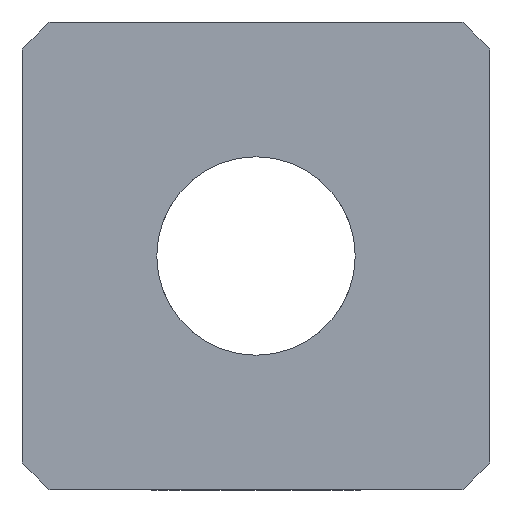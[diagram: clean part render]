
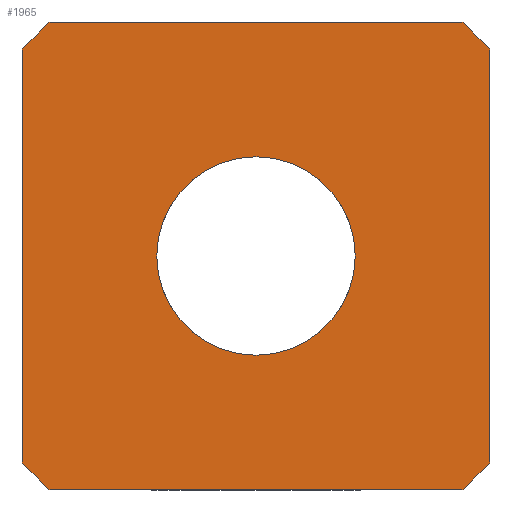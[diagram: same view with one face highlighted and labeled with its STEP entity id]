
A CAD part, left-side view. The second image highlights one B-rep face of the part: STEP entity #1965.
In plain terms, the highlighted planar face has unit normal (-1, 0, 0).
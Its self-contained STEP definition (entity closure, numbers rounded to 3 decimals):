
#14 = CARTESIAN_POINT ( 'NONE',  ( -31.496, -4.763, 4.193 ) ) ;
#18 = CARTESIAN_POINT ( 'NONE',  ( -31.496, -4.763, -4.193 ) ) ;
#30 = VERTEX_POINT ( 'NONE', #569 ) ;
#94 = ORIENTED_EDGE ( 'NONE', *, *, #1421, .F. ) ;
#192 = EDGE_CURVE ( 'NONE', #891, #381, #341, .T. ) ;
#231 = DIRECTION ( 'NONE',  ( -1., 0., 0. ) ) ;
#237 = DIRECTION ( 'NONE',  ( 0., 0., 1. ) ) ;
#240 = CARTESIAN_POINT ( 'NONE',  ( -31.496, 4.763, -4.762 ) ) ;
#246 = EDGE_CURVE ( 'NONE', #1944, #1667, #1096, .T. ) ;
#287 = CARTESIAN_POINT ( 'NONE',  ( -31.496, 0., 0. ) ) ;
#293 = CARTESIAN_POINT ( 'NONE',  ( -31.496, -4.763, -4.762 ) ) ;
#322 = CARTESIAN_POINT ( 'NONE',  ( -31.496, 4.763, -4.762 ) ) ;
#341 = CIRCLE ( 'NONE', #1813, 6.345 ) ;
#345 = CIRCLE ( 'NONE', #1595, 2.019 ) ;
#372 = VECTOR ( 'NONE', #1588, 1000. ) ;
#381 = VERTEX_POINT ( 'NONE', #1576 ) ;
#385 = EDGE_CURVE ( 'NONE', #1667, #1752, #2026, .T. ) ;
#436 = DIRECTION ( 'NONE',  ( -1., 0., 0. ) ) ;
#450 = CARTESIAN_POINT ( 'NONE',  ( -31.496, 4.763, -4.193 ) ) ;
#495 = DIRECTION ( 'NONE',  ( 1., 0., 0. ) ) ;
#569 = CARTESIAN_POINT ( 'NONE',  ( -31.496, -4.193, 4.763 ) ) ;
#580 = DIRECTION ( 'NONE',  ( 0., 0., -1. ) ) ;
#643 = EDGE_CURVE ( 'NONE', #2206, #1944, #1907, .T. ) ;
#646 = PLANE ( 'NONE',  #2572 ) ;
#700 = ORIENTED_EDGE ( 'NONE', *, *, #385, .F. ) ;
#809 = CARTESIAN_POINT ( 'NONE',  ( -31.496, 0., 0. ) ) ;
#867 = DIRECTION ( 'NONE',  ( 0., 0., 1. ) ) ;
#876 = ORIENTED_EDGE ( 'NONE', *, *, #1204, .T. ) ;
#885 = CARTESIAN_POINT ( 'NONE',  ( -31.496, 4.193, -4.762 ) ) ;
#891 = VERTEX_POINT ( 'NONE', #18 ) ;
#906 = CARTESIAN_POINT ( 'NONE',  ( -31.496, 0., 0. ) ) ;
#1016 = EDGE_CURVE ( 'NONE', #30, #1101, #1763, .T. ) ;
#1038 = AXIS2_PLACEMENT_3D ( 'NONE', #287, #1718, #1073 ) ;
#1043 = FACE_BOUND ( 'NONE', #1662, .T. ) ;
#1044 = VECTOR ( 'NONE', #2149, 1000. ) ;
#1073 = DIRECTION ( 'NONE',  ( 0., 0., -1. ) ) ;
#1096 = LINE ( 'NONE', #322, #1044 ) ;
#1101 = VERTEX_POINT ( 'NONE', #14 ) ;
#1110 = ORIENTED_EDGE ( 'NONE', *, *, #246, .F. ) ;
#1159 = ORIENTED_EDGE ( 'NONE', *, *, #2465, .F. ) ;
#1176 = CARTESIAN_POINT ( 'NONE',  ( -31.496, 0., 0. ) ) ;
#1178 = LINE ( 'NONE', #1772, #372 ) ;
#1204 = EDGE_CURVE ( 'NONE', #891, #1101, #1855, .T. ) ;
#1216 = DIRECTION ( 'NONE',  ( 1., 0., 0. ) ) ;
#1262 = AXIS2_PLACEMENT_3D ( 'NONE', #809, #2429, #580 ) ;
#1300 = ORIENTED_EDGE ( 'NONE', *, *, #192, .F. ) ;
#1311 = CARTESIAN_POINT ( 'NONE',  ( -31.496, 0., 0. ) ) ;
#1339 = CARTESIAN_POINT ( 'NONE',  ( -31.496, 0., 2.019 ) ) ;
#1421 = EDGE_CURVE ( 'NONE', #1752, #30, #1178, .T. ) ;
#1429 = ORIENTED_EDGE ( 'NONE', *, *, #1016, .F. ) ;
#1576 = CARTESIAN_POINT ( 'NONE',  ( -31.496, -4.193, -4.762 ) ) ;
#1588 = DIRECTION ( 'NONE',  ( 0., -1., 0. ) ) ;
#1595 = AXIS2_PLACEMENT_3D ( 'NONE', #2081, #436, #867 ) ;
#1662 = EDGE_LOOP ( 'NONE', ( #1806, #1159 ) ) ;
#1667 = VERTEX_POINT ( 'NONE', #2517 ) ;
#1703 = VERTEX_POINT ( 'NONE', #1339 ) ;
#1718 = DIRECTION ( 'NONE',  ( 1., 0., 0. ) ) ;
#1752 = VERTEX_POINT ( 'NONE', #2309 ) ;
#1763 = CIRCLE ( 'NONE', #1038, 6.345 ) ;
#1772 = CARTESIAN_POINT ( 'NONE',  ( -31.496, 4.763, 4.763 ) ) ;
#1806 = ORIENTED_EDGE ( 'NONE', *, *, #2015, .F. ) ;
#1813 = AXIS2_PLACEMENT_3D ( 'NONE', #1311, #495, #2164 ) ;
#1855 = LINE ( 'NONE', #293, #2531 ) ;
#1864 = FACE_OUTER_BOUND ( 'NONE', #2591, .T. ) ;
#1907 = CIRCLE ( 'NONE', #2334, 6.345 ) ;
#1912 = CARTESIAN_POINT ( 'NONE',  ( -31.496, 0., -2.019 ) ) ;
#1944 = VERTEX_POINT ( 'NONE', #450 ) ;
#1965 = ADVANCED_FACE ( 'NONE', ( #1043, #1864 ), #646, .F. ) ;
#1989 = CIRCLE ( 'NONE', #2374, 2.019 ) ;
#2015 = EDGE_CURVE ( 'NONE', #1703, #2258, #345, .T. ) ;
#2018 = ORIENTED_EDGE ( 'NONE', *, *, #643, .F. ) ;
#2020 = DIRECTION ( 'NONE',  ( 0., 0., 1. ) ) ;
#2026 = CIRCLE ( 'NONE', #1262, 6.345 ) ;
#2039 = DIRECTION ( 'NONE',  ( 0., 0., -1. ) ) ;
#2053 = LINE ( 'NONE', #2082, #2163 ) ;
#2081 = CARTESIAN_POINT ( 'NONE',  ( -31.496, 0., 0. ) ) ;
#2082 = CARTESIAN_POINT ( 'NONE',  ( -31.496, 4.763, -4.762 ) ) ;
#2149 = DIRECTION ( 'NONE',  ( 0., 0., 1. ) ) ;
#2163 = VECTOR ( 'NONE', #2297, 1000. ) ;
#2164 = DIRECTION ( 'NONE',  ( 0., 0., -1. ) ) ;
#2206 = VERTEX_POINT ( 'NONE', #885 ) ;
#2258 = VERTEX_POINT ( 'NONE', #1912 ) ;
#2288 = ORIENTED_EDGE ( 'NONE', *, *, #2563, .T. ) ;
#2297 = DIRECTION ( 'NONE',  ( 0., -1., 0. ) ) ;
#2309 = CARTESIAN_POINT ( 'NONE',  ( -31.496, 4.193, 4.763 ) ) ;
#2334 = AXIS2_PLACEMENT_3D ( 'NONE', #906, #2529, #2381 ) ;
#2374 = AXIS2_PLACEMENT_3D ( 'NONE', #1176, #231, #2020 ) ;
#2381 = DIRECTION ( 'NONE',  ( 0., 0., -1. ) ) ;
#2429 = DIRECTION ( 'NONE',  ( 1., 0., 0. ) ) ;
#2465 = EDGE_CURVE ( 'NONE', #2258, #1703, #1989, .T. ) ;
#2517 = CARTESIAN_POINT ( 'NONE',  ( -31.496, 4.763, 4.193 ) ) ;
#2529 = DIRECTION ( 'NONE',  ( 1., 0., 0. ) ) ;
#2531 = VECTOR ( 'NONE', #237, 1000. ) ;
#2563 = EDGE_CURVE ( 'NONE', #2206, #381, #2053, .T. ) ;
#2572 = AXIS2_PLACEMENT_3D ( 'NONE', #240, #1216, #2039 ) ;
#2591 = EDGE_LOOP ( 'NONE', ( #2018, #2288, #1300, #876, #1429, #94, #700, #1110 ) ) ;
